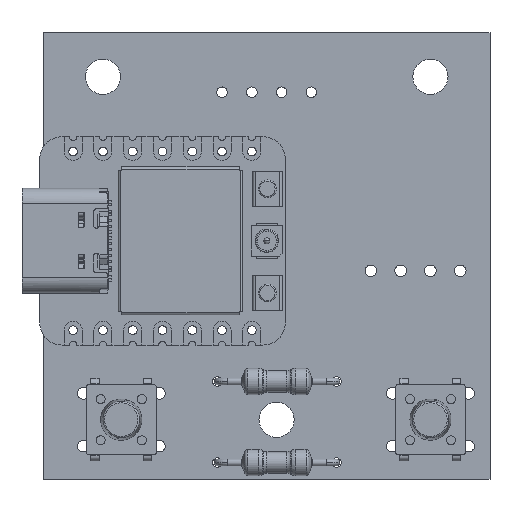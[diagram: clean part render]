
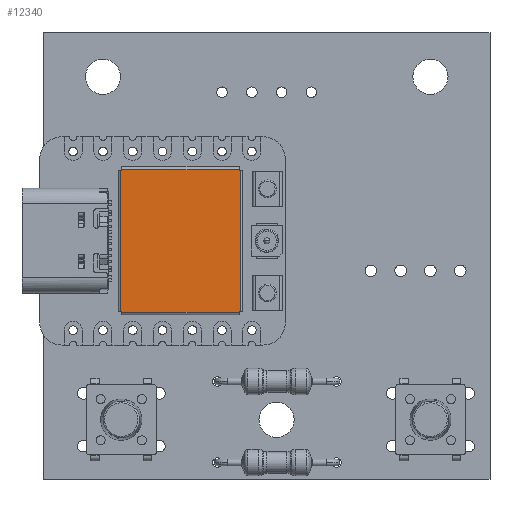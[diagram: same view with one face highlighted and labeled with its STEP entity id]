
A CAD part, top view. The second image highlights one B-rep face of the part: STEP entity #12340.
In plain terms, the highlighted face is planar.
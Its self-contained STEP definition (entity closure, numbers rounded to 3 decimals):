
#11203 = VERTEX_POINT('',#11204);
#11204 = CARTESIAN_POINT('',(6.08,3.,-3.498));
#11218 = VERTEX_POINT('',#11219);
#11219 = CARTESIAN_POINT('',(6.03,3.,-3.498));
#11225 = EDGE_CURVE('',#11203,#11218,#11226,.T.);
#11226 = LINE('',#11227,#11228);
#11227 = CARTESIAN_POINT('',(0.,3.,-3.498));
#11228 = VECTOR('',#11229,1.);
#11229 = DIRECTION('',(-1.,0.,0.));
#11249 = VERTEX_POINT('',#11250);
#11250 = CARTESIAN_POINT('',(6.03,3.,-3.548));
#11257 = EDGE_CURVE('',#11218,#11249,#11258,.T.);
#11258 = LINE('',#11259,#11260);
#11259 = CARTESIAN_POINT('',(6.03,3.,0.));
#11260 = VECTOR('',#11261,1.);
#11261 = DIRECTION('',(0.,0.,-1.));
#11422 = VERTEX_POINT('',#11423);
#11423 = CARTESIAN_POINT('',(-6.03,3.,-3.548));
#11487 = VERTEX_POINT('',#11488);
#11488 = CARTESIAN_POINT('',(-6.03,3.,-3.498));
#11494 = EDGE_CURVE('',#11422,#11487,#11495,.T.);
#11495 = LINE('',#11496,#11497);
#11496 = CARTESIAN_POINT('',(-6.03,3.,0.));
#11497 = VECTOR('',#11498,1.);
#11498 = DIRECTION('',(0.,0.,1.));
#11518 = VERTEX_POINT('',#11519);
#11519 = CARTESIAN_POINT('',(-6.08,3.,-3.498));
#11526 = EDGE_CURVE('',#11487,#11518,#11527,.T.);
#11527 = LINE('',#11528,#11529);
#11528 = CARTESIAN_POINT('',(0.,3.,-3.498));
#11529 = VECTOR('',#11530,1.);
#11530 = DIRECTION('',(-1.,0.,0.));
#11691 = VERTEX_POINT('',#11692);
#11692 = CARTESIAN_POINT('',(-6.08,3.,6.563));
#11756 = VERTEX_POINT('',#11757);
#11757 = CARTESIAN_POINT('',(-6.03,3.,6.563));
#11763 = EDGE_CURVE('',#11691,#11756,#11764,.T.);
#11764 = LINE('',#11765,#11766);
#11765 = CARTESIAN_POINT('',(0.,3.,6.563));
#11766 = VECTOR('',#11767,1.);
#11767 = DIRECTION('',(1.,0.,0.));
#11787 = VERTEX_POINT('',#11788);
#11788 = CARTESIAN_POINT('',(-6.03,3.,6.613));
#11795 = EDGE_CURVE('',#11756,#11787,#11796,.T.);
#11796 = LINE('',#11797,#11798);
#11797 = CARTESIAN_POINT('',(-6.03,3.,0.));
#11798 = VECTOR('',#11799,1.);
#11799 = DIRECTION('',(0.,0.,1.));
#11960 = VERTEX_POINT('',#11961);
#11961 = CARTESIAN_POINT('',(6.03,3.,6.613));
#12025 = VERTEX_POINT('',#12026);
#12026 = CARTESIAN_POINT('',(6.03,3.,6.563));
#12032 = EDGE_CURVE('',#11960,#12025,#12033,.T.);
#12033 = LINE('',#12034,#12035);
#12034 = CARTESIAN_POINT('',(6.03,3.,0.));
#12035 = VECTOR('',#12036,1.);
#12036 = DIRECTION('',(0.,0.,-1.));
#12056 = VERTEX_POINT('',#12057);
#12057 = CARTESIAN_POINT('',(6.08,3.,6.563));
#12064 = EDGE_CURVE('',#12025,#12056,#12065,.T.);
#12065 = LINE('',#12066,#12067);
#12066 = CARTESIAN_POINT('',(0.,3.,6.563));
#12067 = VECTOR('',#12068,1.);
#12068 = DIRECTION('',(1.,0.,0.));
#12340 = ADVANCED_FACE('',(#12341),#12375,.F.);
#12341 = FACE_BOUND('',#12342,.T.);
#12342 = EDGE_LOOP('',(#12343,#12344,#12350,#12351,#12352,#12358,#12359,
    #12360,#12366,#12367,#12368,#12374));
#12343 = ORIENTED_EDGE('',*,*,#12064,.T.);
#12344 = ORIENTED_EDGE('',*,*,#12345,.T.);
#12345 = EDGE_CURVE('',#12056,#11203,#12346,.T.);
#12346 = LINE('',#12347,#12348);
#12347 = CARTESIAN_POINT('',(6.08,3.,0.));
#12348 = VECTOR('',#12349,1.);
#12349 = DIRECTION('',(0.,0.,-1.));
#12350 = ORIENTED_EDGE('',*,*,#11225,.T.);
#12351 = ORIENTED_EDGE('',*,*,#11257,.T.);
#12352 = ORIENTED_EDGE('',*,*,#12353,.T.);
#12353 = EDGE_CURVE('',#11249,#11422,#12354,.T.);
#12354 = LINE('',#12355,#12356);
#12355 = CARTESIAN_POINT('',(0.,3.,-3.548));
#12356 = VECTOR('',#12357,1.);
#12357 = DIRECTION('',(-1.,0.,0.));
#12358 = ORIENTED_EDGE('',*,*,#11494,.T.);
#12359 = ORIENTED_EDGE('',*,*,#11526,.T.);
#12360 = ORIENTED_EDGE('',*,*,#12361,.T.);
#12361 = EDGE_CURVE('',#11518,#11691,#12362,.T.);
#12362 = LINE('',#12363,#12364);
#12363 = CARTESIAN_POINT('',(-6.08,3.,0.));
#12364 = VECTOR('',#12365,1.);
#12365 = DIRECTION('',(0.,0.,1.));
#12366 = ORIENTED_EDGE('',*,*,#11763,.T.);
#12367 = ORIENTED_EDGE('',*,*,#11795,.T.);
#12368 = ORIENTED_EDGE('',*,*,#12369,.T.);
#12369 = EDGE_CURVE('',#11787,#11960,#12370,.T.);
#12370 = LINE('',#12371,#12372);
#12371 = CARTESIAN_POINT('',(0.,3.,6.613));
#12372 = VECTOR('',#12373,1.);
#12373 = DIRECTION('',(1.,0.,0.));
#12374 = ORIENTED_EDGE('',*,*,#12032,.T.);
#12375 = PLANE('',#12376);
#12376 = AXIS2_PLACEMENT_3D('',#12377,#12378,#12379);
#12377 = CARTESIAN_POINT('',(0.,3.,0.));
#12378 = DIRECTION('',(0.,-1.,0.));
#12379 = DIRECTION('',(0.,0.,-1.));
